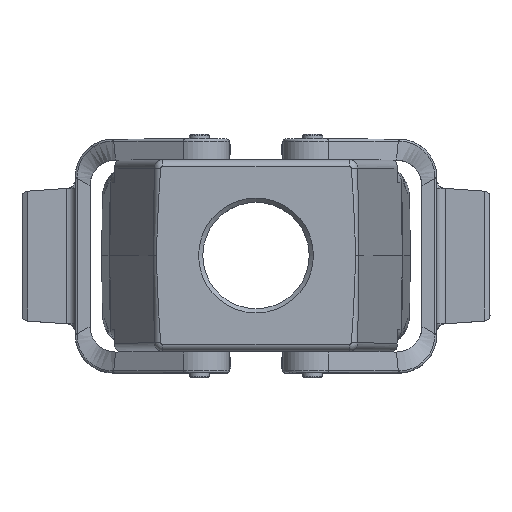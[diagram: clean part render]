
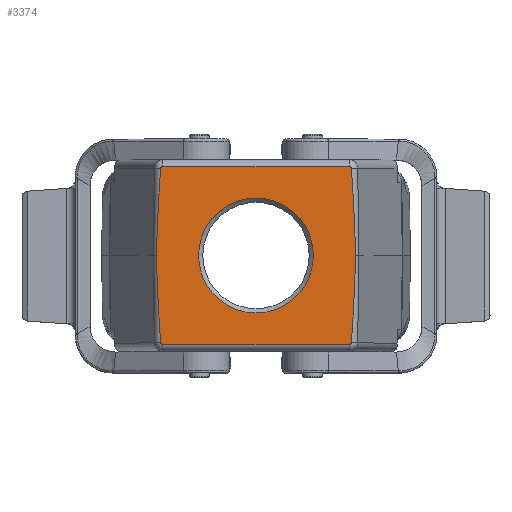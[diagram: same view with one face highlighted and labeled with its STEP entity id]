
A CAD part, top view. The second image highlights one B-rep face of the part: STEP entity #3374.
In plain terms, the highlighted planar face has unit normal (0, 0, 1).
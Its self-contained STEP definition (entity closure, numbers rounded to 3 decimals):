
#2569=FACE_BOUND('',#5031,.T.);
#2570=FACE_BOUND('',#5032,.T.);
#2753=PLANE('',#15397);
#2844=ELLIPSE('',#14662,114.608,2.);
#2847=ELLIPSE('',#14666,114.608,2.);
#2848=ELLIPSE('',#14668,114.608,2.);
#2849=ELLIPSE('',#14672,114.608,2.);
#3374=ADVANCED_FACE('',(#2569,#2570),#2753,.T.);
#5031=EDGE_LOOP('',(#9118));
#5032=EDGE_LOOP('',(#9119,#9120,#9121,#9122,#9123,#9124,#9125,#9126,#9127,
#9128));
#5315=LINE('',#20400,#6173);
#5321=LINE('',#20454,#6179);
#6173=VECTOR('',#15823,1.);
#6179=VECTOR('',#15889,1.);
#9118=ORIENTED_EDGE('',*,*,#12595,.T.);
#9119=ORIENTED_EDGE('',*,*,#11552,.F.);
#9120=ORIENTED_EDGE('',*,*,#11558,.F.);
#9121=ORIENTED_EDGE('',*,*,#11564,.F.);
#9122=ORIENTED_EDGE('',*,*,#11570,.F.);
#9123=ORIENTED_EDGE('',*,*,#11572,.F.);
#9124=ORIENTED_EDGE('',*,*,#11566,.F.);
#9125=ORIENTED_EDGE('',*,*,#11560,.F.);
#9126=ORIENTED_EDGE('',*,*,#11554,.F.);
#9127=ORIENTED_EDGE('',*,*,#11548,.F.);
#9128=ORIENTED_EDGE('',*,*,#11545,.F.);
#10477=VERTEX_POINT('',#20398);
#10479=VERTEX_POINT('',#20401);
#10481=VERTEX_POINT('',#20407);
#10483=VERTEX_POINT('',#20413);
#10485=VERTEX_POINT('',#20419);
#10487=VERTEX_POINT('',#20425);
#10489=VERTEX_POINT('',#20431);
#10491=VERTEX_POINT('',#20437);
#10493=VERTEX_POINT('',#20443);
#10495=VERTEX_POINT('',#20449);
#11130=VERTEX_POINT('',#25417);
#11545=EDGE_CURVE('',#10477,#10479,#5315,.T.);
#11548=EDGE_CURVE('',#10479,#10481,#13269,.T.);
#11552=EDGE_CURVE('',#10483,#10477,#13273,.T.);
#11554=EDGE_CURVE('',#10481,#10485,#2844,.T.);
#11558=EDGE_CURVE('',#10487,#10483,#2847,.T.);
#11560=EDGE_CURVE('',#10485,#10489,#2848,.T.);
#11564=EDGE_CURVE('',#10491,#10487,#2849,.T.);
#11566=EDGE_CURVE('',#10489,#10493,#13277,.T.);
#11570=EDGE_CURVE('',#10495,#10491,#13281,.T.);
#11572=EDGE_CURVE('',#10493,#10495,#5321,.T.);
#12595=EDGE_CURVE('',#11130,#11130,#13555,.T.);
#13269=CIRCLE('',#14654,0.407);
#13273=CIRCLE('',#14659,0.407);
#13277=CIRCLE('',#14674,0.407);
#13281=CIRCLE('',#14679,0.407);
#13555=CIRCLE('',#15396,13.5);
#14654=AXIS2_PLACEMENT_3D('',#20406,#15829,#15830);
#14659=AXIS2_PLACEMENT_3D('',#20415,#15839,#15840);
#14662=AXIS2_PLACEMENT_3D('',#20418,#15845,#15846);
#14666=AXIS2_PLACEMENT_3D('',#20427,#15854,#15855);
#14668=AXIS2_PLACEMENT_3D('',#20430,#15859,#15860);
#14672=AXIS2_PLACEMENT_3D('',#20439,#15868,#15869);
#14674=AXIS2_PLACEMENT_3D('',#20442,#15873,#15874);
#14679=AXIS2_PLACEMENT_3D('',#20451,#15883,#15884);
#15396=AXIS2_PLACEMENT_3D('',#25416,#17819,#17820);
#15397=AXIS2_PLACEMENT_3D('',#25418,#17821,#17822);
#15823=DIRECTION('',(-1.,0.,0.));
#15829=DIRECTION('',(0.,0.,-1.));
#15830=DIRECTION('',(1.,0.,0.));
#15839=DIRECTION('',(0.,0.,-1.));
#15840=DIRECTION('',(1.,0.,0.));
#15845=DIRECTION('',(0.,0.,-1.));
#15846=DIRECTION('',(0.013,-1.,0.));
#15854=DIRECTION('',(0.,0.,-1.));
#15855=DIRECTION('',(-0.013,-1.,0.));
#15859=DIRECTION('',(0.,0.,-1.));
#15860=DIRECTION('',(-0.013,-1.,0.));
#15868=DIRECTION('',(0.,0.,-1.));
#15869=DIRECTION('',(0.013,-1.,0.));
#15873=DIRECTION('',(0.,0.,-1.));
#15874=DIRECTION('',(1.,0.,0.));
#15883=DIRECTION('',(0.,0.,-1.));
#15884=DIRECTION('',(1.,0.,0.));
#15889=DIRECTION('',(1.,0.,0.));
#17819=DIRECTION('',(0.,0.,-1.));
#17820=DIRECTION('',(1.,0.,0.));
#17821=DIRECTION('',(0.,0.,1.));
#17822=DIRECTION('',(1.,0.,0.));
#20398=CARTESIAN_POINT('',(21.973,-20.907,62.45));
#20400=CARTESIAN_POINT('',(-23.782,-20.907,62.45));
#20401=CARTESIAN_POINT('',(-21.973,-20.907,62.45));
#20406=CARTESIAN_POINT('',(-21.973,-20.5,62.45));
#20407=CARTESIAN_POINT('',(-22.378,-20.54,62.45));
#20413=CARTESIAN_POINT('',(22.378,-20.54,62.45));
#20415=CARTESIAN_POINT('',(21.973,-20.5,62.45));
#20418=CARTESIAN_POINT('',(-23.475,91.681,62.45));
#20419=CARTESIAN_POINT('',(-23.448,0.,62.45));
#20425=CARTESIAN_POINT('',(23.448,0.,62.45));
#20427=CARTESIAN_POINT('',(23.475,91.681,62.45));
#20430=CARTESIAN_POINT('',(-23.475,-91.681,62.45));
#20431=CARTESIAN_POINT('',(-22.378,20.54,62.45));
#20437=CARTESIAN_POINT('',(22.378,20.54,62.45));
#20439=CARTESIAN_POINT('',(23.475,-91.681,62.45));
#20442=CARTESIAN_POINT('',(-21.973,20.5,62.45));
#20443=CARTESIAN_POINT('',(-21.973,20.907,62.45));
#20449=CARTESIAN_POINT('',(21.973,20.907,62.45));
#20451=CARTESIAN_POINT('',(21.973,20.5,62.45));
#20454=CARTESIAN_POINT('',(-29.552,20.907,62.45));
#25416=CARTESIAN_POINT('',(0.,0.,62.45));
#25417=CARTESIAN_POINT('',(13.5,0.,62.45));
#25418=CARTESIAN_POINT('',(-40.,-50.,62.45));
